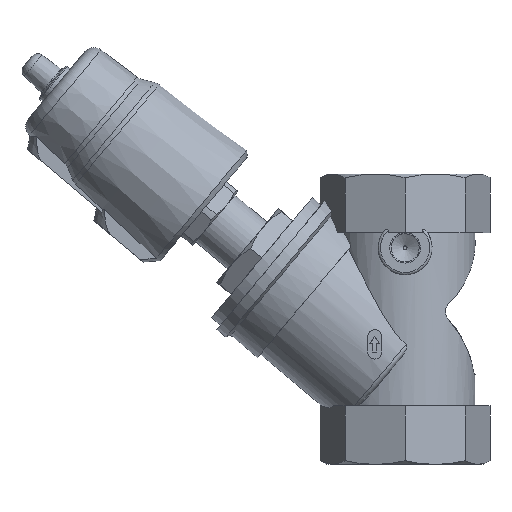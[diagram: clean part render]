
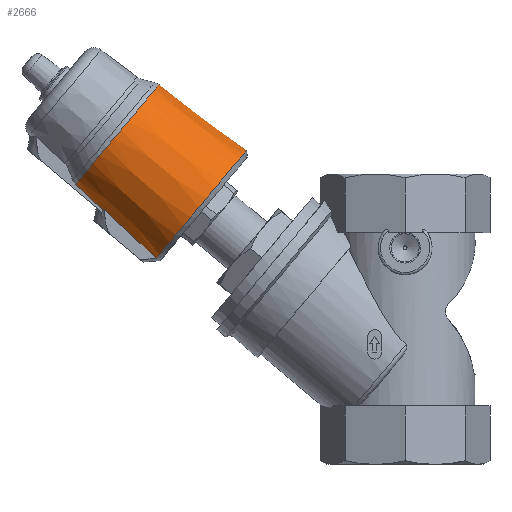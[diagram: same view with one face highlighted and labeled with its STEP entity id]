
A CAD part, left-side view. The second image highlights one B-rep face of the part: STEP entity #2666.
In plain terms, the highlighted conical face has half-angle 3 degrees and reference radius 28.445 mm.
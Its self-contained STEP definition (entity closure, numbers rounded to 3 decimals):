
#328=CONICAL_SURFACE('',#2963,28.445,0.052);
#529=B_SPLINE_CURVE_WITH_KNOTS('',3,(#4541,#4542,#4543,#4544,#4545,#4546,
#4547,#4548,#4549,#4550,#4551,#4552,#4553,#4554,#4555,#4556,#4557,#4558,
#4559,#4560,#4561,#4562,#4563,#4564,#4565,#4566,#4567,#4568,#4569,#4570,
#4571,#4572,#4573,#4574,#4575,#4576,#4577,#4578,#4579,#4580,#4581,#4582,
#4583),.UNSPECIFIED.,.F.,.F.,(4,1,1,1,1,1,1,1,1,1,1,1,1,1,1,1,1,1,1,1,1,
1,1,1,1,1,1,1,1,1,1,1,1,1,1,1,1,1,1,1,4),(0.107,0.112,
0.115,0.118,0.123,0.126,
0.129,0.131,0.134,0.137,
0.14,0.142,0.145,0.15,
0.153,0.156,0.161,0.164,
0.167,0.172,0.177,0.183,
0.188,0.194,0.199,0.205,
0.21,0.215,0.221,0.226,
0.232,0.237,0.243,0.248,
0.253,0.259,0.264,0.267,
0.27,0.275,0.28),.UNSPECIFIED.);
#543=B_SPLINE_CURVE_WITH_KNOTS('',3,(#4721,#4722,#4723,#4724),
 .UNSPECIFIED.,.F.,.F.,(4,4),(0.057,0.073),
 .UNSPECIFIED.);
#546=B_SPLINE_CURVE_WITH_KNOTS('',3,(#4738,#4739,#4740,#4741),
 .UNSPECIFIED.,.F.,.F.,(4,4),(0.057,0.073),
 .UNSPECIFIED.);
#548=B_SPLINE_CURVE_WITH_KNOTS('',3,(#4748,#4749,#4750,#4751),
 .UNSPECIFIED.,.F.,.F.,(4,4),(0.,0.002),
 .UNSPECIFIED.);
#551=B_SPLINE_CURVE_WITH_KNOTS('',3,(#4771,#4772,#4773,#4774),
 .UNSPECIFIED.,.F.,.F.,(4,4),(0.02,0.022),
 .UNSPECIFIED.);
#552=B_SPLINE_CURVE_WITH_KNOTS('',3,(#4781,#4782,#4783,#4784),
 .UNSPECIFIED.,.F.,.F.,(4,4),(0.001,0.031),
 .UNSPECIFIED.);
#553=B_SPLINE_CURVE_WITH_KNOTS('',3,(#4786,#4787,#4788,#4789),
 .UNSPECIFIED.,.F.,.F.,(4,4),(0.001,0.031),
 .UNSPECIFIED.);
#920=ORIENTED_EDGE('',*,*,#1614,.T.);
#921=ORIENTED_EDGE('',*,*,#1563,.T.);
#922=ORIENTED_EDGE('',*,*,#1615,.F.);
#923=ORIENTED_EDGE('',*,*,#1606,.T.);
#924=ORIENTED_EDGE('',*,*,#1604,.F.);
#925=ORIENTED_EDGE('',*,*,#1602,.T.);
#926=ORIENTED_EDGE('',*,*,#1600,.T.);
#927=ORIENTED_EDGE('',*,*,#1610,.T.);
#1563=EDGE_CURVE('',#1920,#1919,#529,.T.);
#1600=EDGE_CURVE('',#1949,#1948,#543,.T.);
#1602=EDGE_CURVE('',#1950,#1949,#2127,.T.);
#1604=EDGE_CURVE('',#1950,#1951,#546,.T.);
#1606=EDGE_CURVE('',#1952,#1951,#548,.T.);
#1610=EDGE_CURVE('',#1948,#1955,#551,.T.);
#1614=EDGE_CURVE('',#1955,#1920,#552,.T.);
#1615=EDGE_CURVE('',#1952,#1919,#553,.T.);
#1919=VERTEX_POINT('',#4540);
#1920=VERTEX_POINT('',#4584);
#1948=VERTEX_POINT('',#4720);
#1949=VERTEX_POINT('',#4725);
#1950=VERTEX_POINT('',#4732);
#1951=VERTEX_POINT('',#4742);
#1952=VERTEX_POINT('',#4752);
#1955=VERTEX_POINT('',#4770);
#2127=CIRCLE('',#2955,28.445);
#2235=EDGE_LOOP('',(#920,#921,#922,#923,#924,#925,#926,#927));
#2447=FACE_BOUND('',#2235,.T.);
#2666=ADVANCED_FACE('',(#2447),#328,.T.);
#2955=AXIS2_PLACEMENT_3D('',#4731,#3472,#3473);
#2963=AXIS2_PLACEMENT_3D('',#4790,#3490,#3491);
#3472=DIRECTION('',(0.643,-0.766,0.));
#3473=DIRECTION('',(0.766,0.643,0.));
#3490=DIRECTION('',(0.643,-0.766,0.));
#3491=DIRECTION('',(0.766,0.643,0.));
#4540=CARTESIAN_POINT('',(-88.064,106.317,10.));
#4541=CARTESIAN_POINT('',(-88.064,106.317,-10.));
#4542=CARTESIAN_POINT('',(-88.511,105.942,-11.705));
#4543=CARTESIAN_POINT('',(-89.349,105.238,-14.182));
#4544=CARTESIAN_POINT('',(-90.812,104.01,-17.301));
#4545=CARTESIAN_POINT('',(-92.455,102.632,-20.196));
#4546=CARTESIAN_POINT('',(-94.382,101.015,-22.802));
#4547=CARTESIAN_POINT('',(-96.574,99.175,-25.07));
#4548=CARTESIAN_POINT('',(-98.303,97.725,-26.554));
#4549=CARTESIAN_POINT('',(-100.123,96.197,-27.838));
#4550=CARTESIAN_POINT('',(-102.046,94.584,-28.92));
#4551=CARTESIAN_POINT('',(-104.031,92.918,-29.774));
#4552=CARTESIAN_POINT('',(-106.045,91.228,-30.391));
#4553=CARTESIAN_POINT('',(-108.094,89.509,-30.779));
#4554=CARTESIAN_POINT('',(-110.889,87.163,-30.982));
#4555=CARTESIAN_POINT('',(-113.651,84.845,-30.702));
#4556=CARTESIAN_POINT('',(-116.353,82.577,-29.959));
#4557=CARTESIAN_POINT('',(-119.035,80.327,-28.891));
#4558=CARTESIAN_POINT('',(-121.547,78.219,-27.392));
#4559=CARTESIAN_POINT('',(-123.893,76.25,-25.477));
#4560=CARTESIAN_POINT('',(-126.13,74.374,-23.268));
#4561=CARTESIAN_POINT('',(-128.577,72.32,-20.112));
#4562=CARTESIAN_POINT('',(-131.011,70.277,-15.623));
#4563=CARTESIAN_POINT('',(-132.773,68.799,-10.737));
#4564=CARTESIAN_POINT('',(-133.875,67.874,-5.442));
#4565=CARTESIAN_POINT('',(-134.241,67.567,0.007));
#4566=CARTESIAN_POINT('',(-133.876,67.874,5.433));
#4567=CARTESIAN_POINT('',(-132.774,68.798,10.733));
#4568=CARTESIAN_POINT('',(-131.013,70.276,15.619));
#4569=CARTESIAN_POINT('',(-128.58,72.318,20.108));
#4570=CARTESIAN_POINT('',(-125.64,74.785,23.901));
#4571=CARTESIAN_POINT('',(-122.17,77.696,27.024));
#4572=CARTESIAN_POINT('',(-118.411,80.851,29.263));
#4573=CARTESIAN_POINT('',(-114.329,84.276,30.637));
#4574=CARTESIAN_POINT('',(-110.208,87.734,31.05));
#4575=CARTESIAN_POINT('',(-106.016,91.252,30.507));
#4576=CARTESIAN_POINT('',(-102.035,94.593,29.042));
#4577=CARTESIAN_POINT('',(-98.244,97.774,26.649));
#4578=CARTESIAN_POINT('',(-95.455,100.114,24.015));
#4579=CARTESIAN_POINT('',(-93.417,101.824,21.499));
#4580=CARTESIAN_POINT('',(-91.587,103.36,18.798));
#4581=CARTESIAN_POINT('',(-89.646,104.989,15.048));
#4582=CARTESIAN_POINT('',(-88.51,105.942,11.704));
#4583=CARTESIAN_POINT('',(-88.064,106.317,10.));
#4584=CARTESIAN_POINT('',(-88.064,106.317,-10.));
#4720=CARTESIAN_POINT('',(-109.029,129.387,-8.5));
#4721=CARTESIAN_POINT('',(-119.675,140.747,-8.5));
#4722=CARTESIAN_POINT('',(-116.126,136.961,-8.5));
#4723=CARTESIAN_POINT('',(-112.577,133.174,-8.5));
#4724=CARTESIAN_POINT('',(-109.029,129.387,-8.5));
#4725=CARTESIAN_POINT('',(-119.675,140.747,-8.5));
#4731=CARTESIAN_POINT('',(-140.47,123.298,0.));
#4732=CARTESIAN_POINT('',(-119.675,140.747,8.5));
#4738=CARTESIAN_POINT('',(-119.675,140.747,8.5));
#4739=CARTESIAN_POINT('',(-116.126,136.961,8.5));
#4740=CARTESIAN_POINT('',(-112.577,133.174,8.5));
#4741=CARTESIAN_POINT('',(-109.029,129.387,8.5));
#4742=CARTESIAN_POINT('',(-109.029,129.387,8.5));
#4748=CARTESIAN_POINT('',(-108.692,128.299,10.));
#4749=CARTESIAN_POINT('',(-108.821,128.69,9.52));
#4750=CARTESIAN_POINT('',(-108.932,129.052,9.02));
#4751=CARTESIAN_POINT('',(-109.029,129.387,8.5));
#4752=CARTESIAN_POINT('',(-108.692,128.299,10.));
#4770=CARTESIAN_POINT('',(-108.692,128.299,-10.));
#4771=CARTESIAN_POINT('',(-109.029,129.387,-8.5));
#4772=CARTESIAN_POINT('',(-108.931,129.051,-9.022));
#4773=CARTESIAN_POINT('',(-108.82,128.688,-9.523));
#4774=CARTESIAN_POINT('',(-108.692,128.299,-10.));
#4781=CARTESIAN_POINT('',(-108.692,128.299,-10.));
#4782=CARTESIAN_POINT('',(-101.815,120.973,-10.));
#4783=CARTESIAN_POINT('',(-94.939,113.645,-10.));
#4784=CARTESIAN_POINT('',(-88.064,106.317,-10.));
#4786=CARTESIAN_POINT('',(-108.692,128.299,10.));
#4787=CARTESIAN_POINT('',(-101.815,120.973,10.));
#4788=CARTESIAN_POINT('',(-94.939,113.645,10.));
#4789=CARTESIAN_POINT('',(-88.064,106.317,10.));
#4790=CARTESIAN_POINT('',(-140.47,123.298,0.));
